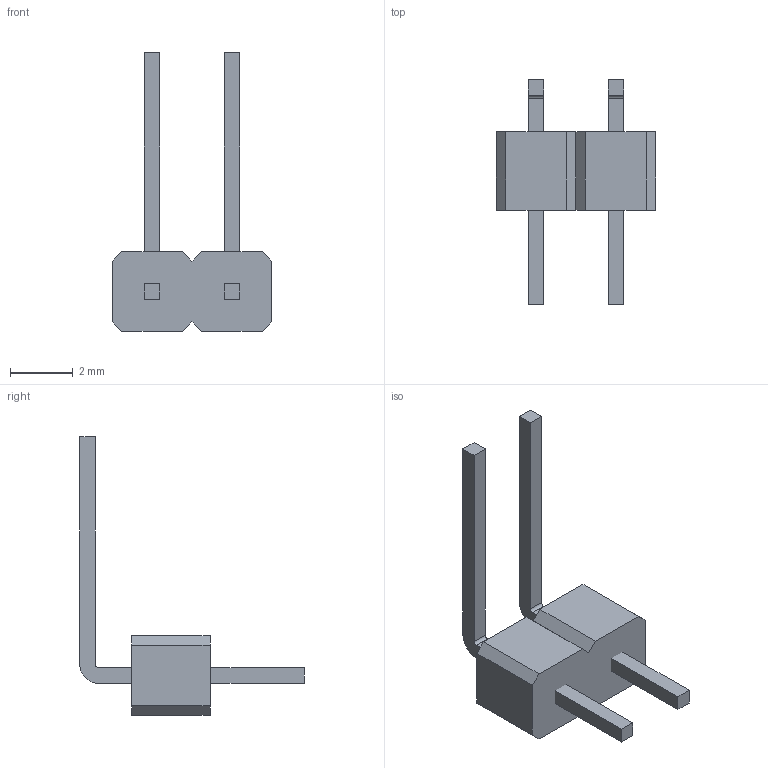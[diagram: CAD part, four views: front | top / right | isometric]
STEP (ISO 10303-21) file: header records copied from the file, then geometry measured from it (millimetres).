
FILE_DESCRIPTION(/* description */ (''),/* implementation_level */ '2;1');
FILE_NAME(/* name */ '2.54mm 90 angle 2 pin header.step',/* time_stamp */ '2025-06-30T09:30:48+02:00',/* author */ (''),/* organization */ (''),/* preprocessor_version */ 'ST-DEVELOPER v20.1',/* originating_system */ 'Autodesk Translation Framework v14.10.0.0',/* authorisation */ '');
FILE_SCHEMA (('AUTOMOTIVE_DESIGN { 1 0 10303 214 3 1 1 }'));
Length unit declared in the file: millimetre
Products named in the file (3): angled 2 pin; body; pins
Assembly tree (2 placements, depth 2):
  angled 2 pin
    body
    pins
Bounding box: 5.08 x 7.15 x 8.88 mm (x, y, z)
Volume: 38.5 mm3; surface area: 121.1 mm2
Topology: 3 solids, 3 shells, 36 faces, 90 edges, 60 vertices
Faces by surface type: plane 32, cylinder 4
Entity records: 1153 total; most frequent: CARTESIAN_POINT 191, ORIENTED_EDGE 180, DIRECTION 180, EDGE_CURVE 90, LINE 82, VECTOR 82, VERTEX_POINT 60, AXIS2_PLACEMENT_3D 49
